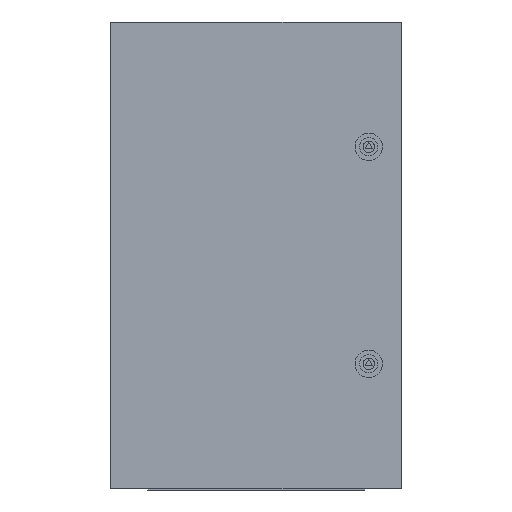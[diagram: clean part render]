
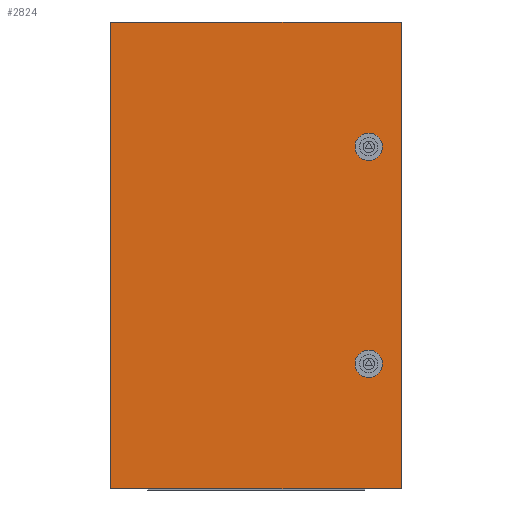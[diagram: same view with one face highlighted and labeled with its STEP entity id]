
A CAD part, left-side view. The second image highlights one B-rep face of the part: STEP entity #2824.
In plain terms, the highlighted planar face has unit normal (-1, 0, 0).
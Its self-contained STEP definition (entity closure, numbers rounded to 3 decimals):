
#470=DIRECTION('',(0.,-1.,0.));
#471=VECTOR('',#470,402.);
#472=CARTESIAN_POINT('',(0.,201.,-322.5));
#473=LINE('',#472,#471);
#474=DIRECTION('',(0.,0.,1.));
#475=VECTOR('',#474,645.);
#476=CARTESIAN_POINT('',(0.,201.,-322.5));
#477=LINE('',#476,#475);
#478=DIRECTION('',(0.,-1.,0.));
#479=VECTOR('',#478,402.);
#480=CARTESIAN_POINT('',(0.,201.,322.5));
#481=LINE('',#480,#479);
#482=DIRECTION('',(0.,0.,-1.));
#483=VECTOR('',#482,645.);
#484=CARTESIAN_POINT('',(0.,-201.,322.5));
#485=LINE('',#484,#483);
#486=CARTESIAN_POINT('',(0.,156.,-150.));
#487=DIRECTION('',(-1.,0.,0.));
#488=DIRECTION('',(0.,0.878,-0.479));
#489=AXIS2_PLACEMENT_3D('',#486,#487,#488);
#491=CARTESIAN_POINT('',(0.,156.,-150.));
#492=DIRECTION('',(-1.,0.,0.));
#493=DIRECTION('',(0.,-0.878,0.479));
#494=AXIS2_PLACEMENT_3D('',#491,#492,#493);
#496=CARTESIAN_POINT('',(0.,156.,150.));
#497=DIRECTION('',(-1.,0.,0.));
#498=DIRECTION('',(0.,0.878,-0.479));
#499=AXIS2_PLACEMENT_3D('',#496,#497,#498);
#501=CARTESIAN_POINT('',(0.,156.,150.));
#502=DIRECTION('',(-1.,0.,0.));
#503=DIRECTION('',(0.,-0.878,0.479));
#504=AXIS2_PLACEMENT_3D('',#501,#502,#503);
#1861=CARTESIAN_POINT('',(0.,201.,-322.5));
#1862=CARTESIAN_POINT('',(0.,-201.,-322.5));
#1863=VERTEX_POINT('',#1861);
#1864=VERTEX_POINT('',#1862);
#1865=CARTESIAN_POINT('',(0.,201.,322.5));
#1866=VERTEX_POINT('',#1865);
#1867=CARTESIAN_POINT('',(0.,-201.,322.5));
#1868=VERTEX_POINT('',#1867);
#2129=CARTESIAN_POINT('',(0.,172.674,-159.109));
#2130=CARTESIAN_POINT('',(0.,139.326,-140.891));
#2131=VERTEX_POINT('',#2129);
#2132=VERTEX_POINT('',#2130);
#2197=CARTESIAN_POINT('',(0.,172.674,140.891));
#2198=CARTESIAN_POINT('',(0.,139.326,159.109));
#2199=VERTEX_POINT('',#2197);
#2200=VERTEX_POINT('',#2198);
#2801=CARTESIAN_POINT('',(0.,0.,0.));
#2802=DIRECTION('',(1.,0.,0.));
#2803=DIRECTION('',(0.,1.,0.));
#2804=AXIS2_PLACEMENT_3D('',#2801,#2802,#2803);
#2805=PLANE('',#2804);
#2806=ORIENTED_EDGE('',*,*,#2795,.F.);
#2807=ORIENTED_EDGE('',*,*,#2753,.T.);
#2808=ORIENTED_EDGE('',*,*,#2768,.T.);
#2809=ORIENTED_EDGE('',*,*,#2782,.T.);
#2810=EDGE_LOOP('',(#2806,#2807,#2808,#2809));
#2811=FACE_OUTER_BOUND('',#2810,.F.);
#2813=ORIENTED_EDGE('',*,*,#2812,.T.);
#2815=ORIENTED_EDGE('',*,*,#2814,.T.);
#2816=EDGE_LOOP('',(#2813,#2815));
#2817=FACE_BOUND('',#2816,.F.);
#2819=ORIENTED_EDGE('',*,*,#2818,.T.);
#2821=ORIENTED_EDGE('',*,*,#2820,.T.);
#2822=EDGE_LOOP('',(#2819,#2821));
#2823=FACE_BOUND('',#2822,.F.);
#2824=ADVANCED_FACE('',(#2811,#2817,#2823),#2805,.F.);
#490=CIRCLE('',#489,19.);
#495=CIRCLE('',#494,19.);
#500=CIRCLE('',#499,19.);
#505=CIRCLE('',#504,19.);
#2753=EDGE_CURVE('',#1863,#1866,#477,.T.);
#2768=EDGE_CURVE('',#1866,#1868,#481,.T.);
#2782=EDGE_CURVE('',#1868,#1864,#485,.T.);
#2795=EDGE_CURVE('',#1863,#1864,#473,.T.);
#2812=EDGE_CURVE('',#2131,#2132,#490,.T.);
#2814=EDGE_CURVE('',#2132,#2131,#495,.T.);
#2818=EDGE_CURVE('',#2199,#2200,#500,.T.);
#2820=EDGE_CURVE('',#2200,#2199,#505,.T.);
